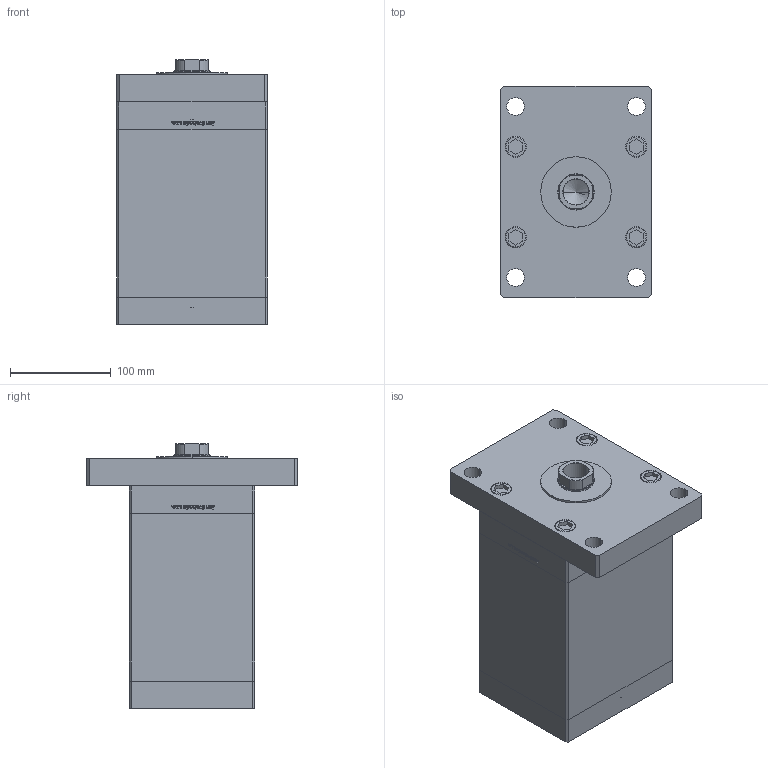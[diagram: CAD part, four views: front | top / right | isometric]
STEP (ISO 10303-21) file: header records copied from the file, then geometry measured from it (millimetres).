
FILE_DESCRIPTION (( 'STEP AP203' ), '1' );
FILE_NAME ('bebe.STEP', '2022-04-15T02:56:29', ( '' ), ( '' ), 'SwSTEP 2.0', 'SolidWorks 2019', '' );
FILE_SCHEMA (( 'CONFIG_CONTROL_DESIGN' ));
Length unit declared in the file: millimetre
Products named in the file (7): V220C_F 211166377a7e42feaaca4f9632ef30cc; V220C_F_MIDDLE 211166377a7e42feaaca4f9632ef30cc; bebe; V220C BACK_F 211166377a7e42feaaca4f9632ef30cc; V220C_VC_F 211166377a7e42feaaca4f9632ef30cc; ALLEN BOLT 211166377a7e42feaaca4f9632ef30cc; V220C_FRONT_F 211166377a7e42feaaca4f9632ef30cc
Assembly tree (19 placements, depth 2):
  bebe
    V220C BACK_F 211166377a7e42feaaca4f9632ef30cc
    V220C_F_MIDDLE 211166377a7e42feaaca4f9632ef30cc
    V220C_FRONT_F 211166377a7e42feaaca4f9632ef30cc
    V220C_F 211166377a7e42feaaca4f9632ef30cc
    ALLEN BOLT 211166377a7e42feaaca4f9632ef30cc  x14
    V220C_VC_F 211166377a7e42feaaca4f9632ef30cc
Bounding box: 150 x 210 x 263 mm (x, y, z)
Volume: 4366884 mm3; surface area: 470795.3 mm2
Topology: 19 solids, 19 shells, 1298 faces, 3213 edges, 2099 vertices
Faces by surface type: plane 513, bspline 484, cylinder 179, cone 62, torus 60
Entity records: 53248 total; most frequent: CARTESIAN_POINT 30354, ORIENTED_EDGE 5226, DIRECTION 3015, EDGE_CURVE 2613, VERTEX_POINT 1735, LINE 1359, VECTOR 1359, EDGE_LOOP 1192
